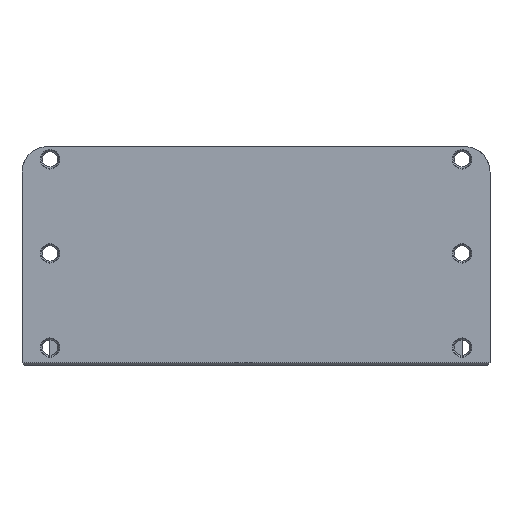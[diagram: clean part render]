
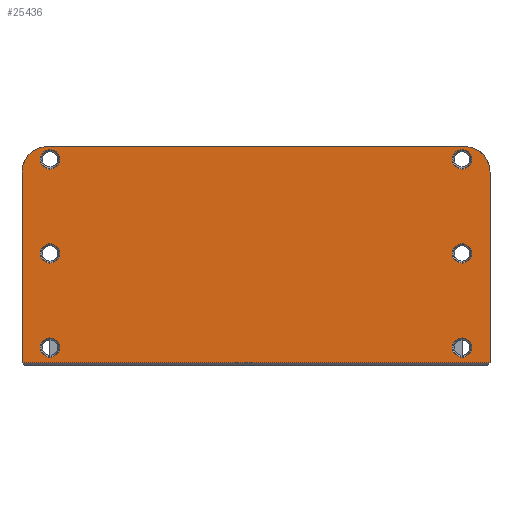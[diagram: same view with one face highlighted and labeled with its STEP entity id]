
A CAD part, front view. The second image highlights one B-rep face of the part: STEP entity #25436.
In plain terms, the highlighted planar face has unit normal (0, -1, 0).
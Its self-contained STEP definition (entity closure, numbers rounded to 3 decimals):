
#60=CIRCLE($,#25952,0.19);
#64=CIRCLE($,#25959,0.19);
#68=CIRCLE($,#25966,0.19);
#72=CIRCLE($,#25973,0.19);
#76=CIRCLE($,#25980,0.19);
#80=CIRCLE($,#25987,0.19);
#82=CIRCLE($,#25991,0.5);
#83=CIRCLE($,#25992,0.5);
#237=FACE_BOUND($,#3502,.T.);
#238=FACE_BOUND($,#3503,.T.);
#239=FACE_BOUND($,#3504,.T.);
#240=FACE_BOUND($,#3505,.T.);
#241=FACE_BOUND($,#3506,.T.);
#242=FACE_BOUND($,#3507,.T.);
#693=PLANE($,#25990);
#2035=FACE_OUTER_BOUND($,#3501,.T.);
#3501=EDGE_LOOP($,(#22996,#22997,#22998,#22999,#23000,#23001));
#3502=EDGE_LOOP($,(#23002));
#3503=EDGE_LOOP($,(#23003));
#3504=EDGE_LOOP($,(#23004));
#3505=EDGE_LOOP($,(#23005));
#3506=EDGE_LOOP($,(#23006));
#3507=EDGE_LOOP($,(#23007));
#5545=LINE($,#52570,#7557);
#5546=LINE($,#52572,#7558);
#5547=LINE($,#52576,#7559);
#5548=LINE($,#52579,#7560);
#7557=VECTOR($,#29040,9.2);
#7558=VECTOR($,#29041,3.75);
#7559=VECTOR($,#29044,8.2);
#7560=VECTOR($,#29047,3.75);
#11794=VERTEX_POINT($,#52507);
#11798=VERTEX_POINT($,#52518);
#11802=VERTEX_POINT($,#52529);
#11806=VERTEX_POINT($,#52540);
#11810=VERTEX_POINT($,#52551);
#11814=VERTEX_POINT($,#52562);
#11816=VERTEX_POINT($,#52568);
#11817=VERTEX_POINT($,#52569);
#11818=VERTEX_POINT($,#52571);
#11819=VERTEX_POINT($,#52573);
#11820=VERTEX_POINT($,#52575);
#11821=VERTEX_POINT($,#52577);
#15553=EDGE_CURVE($,#11794,#11794,#60,.T.);
#15557=EDGE_CURVE($,#11798,#11798,#64,.T.);
#15561=EDGE_CURVE($,#11802,#11802,#68,.T.);
#15565=EDGE_CURVE($,#11806,#11806,#72,.T.);
#15569=EDGE_CURVE($,#11810,#11810,#76,.T.);
#15573=EDGE_CURVE($,#11814,#11814,#80,.T.);
#15575=EDGE_CURVE($,#11816,#11817,#5545,.T.);
#15576=EDGE_CURVE($,#11816,#11818,#5546,.T.);
#15577=EDGE_CURVE($,#11819,#11818,#82,.T.);
#15578=EDGE_CURVE($,#11819,#11820,#5547,.F.);
#15579=EDGE_CURVE($,#11821,#11820,#83,.T.);
#15580=EDGE_CURVE($,#11821,#11817,#5548,.T.);
#22996=ORIENTED_EDGE($,*,*,#15575,.F.);
#22997=ORIENTED_EDGE($,*,*,#15576,.T.);
#22998=ORIENTED_EDGE($,*,*,#15577,.F.);
#22999=ORIENTED_EDGE($,*,*,#15578,.T.);
#23000=ORIENTED_EDGE($,*,*,#15579,.F.);
#23001=ORIENTED_EDGE($,*,*,#15580,.T.);
#23002=ORIENTED_EDGE($,*,*,#15573,.F.);
#23003=ORIENTED_EDGE($,*,*,#15561,.F.);
#23004=ORIENTED_EDGE($,*,*,#15553,.F.);
#23005=ORIENTED_EDGE($,*,*,#15557,.F.);
#23006=ORIENTED_EDGE($,*,*,#15565,.F.);
#23007=ORIENTED_EDGE($,*,*,#15569,.F.);
#25436=ADVANCED_FACE($,(#2035,#237,#238,#239,#240,#241,#242),#693,.F.);
#25952=AXIS2_PLACEMENT_3D($,#52508,#28962,#28963);
#25959=AXIS2_PLACEMENT_3D($,#52519,#28976,#28977);
#25966=AXIS2_PLACEMENT_3D($,#52530,#28990,#28991);
#25973=AXIS2_PLACEMENT_3D($,#52541,#29004,#29005);
#25980=AXIS2_PLACEMENT_3D($,#52552,#29018,#29019);
#25987=AXIS2_PLACEMENT_3D($,#52563,#29032,#29033);
#25990=AXIS2_PLACEMENT_3D($,#52567,#29038,#29039);
#25991=AXIS2_PLACEMENT_3D($,#52574,#29042,#29043);
#25992=AXIS2_PLACEMENT_3D($,#52578,#29045,#29046);
#28962=DIRECTION('center_axis',(0.,-1.,0.));
#28963=DIRECTION('ref_axis',(1.,0.,0.));
#28976=DIRECTION('center_axis',(0.,-1.,0.));
#28977=DIRECTION('ref_axis',(1.,0.,0.));
#28990=DIRECTION('center_axis',(0.,-1.,0.));
#28991=DIRECTION('ref_axis',(1.,0.,0.));
#29004=DIRECTION('center_axis',(0.,-1.,0.));
#29005=DIRECTION('ref_axis',(1.,0.,0.));
#29018=DIRECTION('center_axis',(0.,-1.,0.));
#29019=DIRECTION('ref_axis',(1.,0.,0.));
#29032=DIRECTION('center_axis',(0.,-1.,0.));
#29033=DIRECTION('ref_axis',(1.,0.,0.));
#29038=DIRECTION('center_axis',(0.,1.,0.));
#29039=DIRECTION('ref_axis',(1.,0.,0.));
#29040=DIRECTION($,(-1.,0.,0.));
#29041=DIRECTION($,(0.,0.,1.));
#29042=DIRECTION('center_axis',(0.,1.,0.));
#29043=DIRECTION('ref_axis',(0.707,0.,0.707));
#29044=DIRECTION($,(1.,0.,0.));
#29045=DIRECTION('center_axis',(0.,1.,0.));
#29046=DIRECTION('ref_axis',(-0.707,0.,0.707));
#29047=DIRECTION($,(0.,0.,-1.));
#52507=CARTESIAN_POINT('',(15.26,32.72,5.33));
#52508=CARTESIAN_POINT('Origin',(15.45,32.72,5.33));
#52518=CARTESIAN_POINT('',(15.26,32.72,3.48));
#52519=CARTESIAN_POINT('Origin',(15.45,32.72,3.48));
#52529=CARTESIAN_POINT('',(15.26,32.72,1.63));
#52530=CARTESIAN_POINT('Origin',(15.45,32.72,1.63));
#52540=CARTESIAN_POINT('',(23.36,32.72,1.63));
#52541=CARTESIAN_POINT('Origin',(23.55,32.72,1.63));
#52551=CARTESIAN_POINT('',(23.36,32.72,5.33));
#52552=CARTESIAN_POINT('Origin',(23.55,32.72,5.33));
#52562=CARTESIAN_POINT('',(23.36,32.72,3.48));
#52563=CARTESIAN_POINT('Origin',(23.55,32.72,3.48));
#52567=CARTESIAN_POINT('Origin',(19.5,32.72,3.48));
#52568=CARTESIAN_POINT('',(24.1,32.72,1.33));
#52569=CARTESIAN_POINT('',(14.9,32.72,1.33));
#52570=CARTESIAN_POINT($,(19.5,32.72,1.33));
#52571=CARTESIAN_POINT('',(24.1,32.72,5.08));
#52572=CARTESIAN_POINT($,(24.1,32.72,3.48));
#52573=CARTESIAN_POINT('',(23.6,32.72,5.58));
#52574=CARTESIAN_POINT('Origin',(23.6,32.72,5.08));
#52575=CARTESIAN_POINT('',(15.4,32.72,5.58));
#52576=CARTESIAN_POINT($,(19.5,32.72,5.58));
#52577=CARTESIAN_POINT('',(14.9,32.72,5.08));
#52578=CARTESIAN_POINT('Origin',(15.4,32.72,5.08));
#52579=CARTESIAN_POINT($,(14.9,32.72,3.48));
